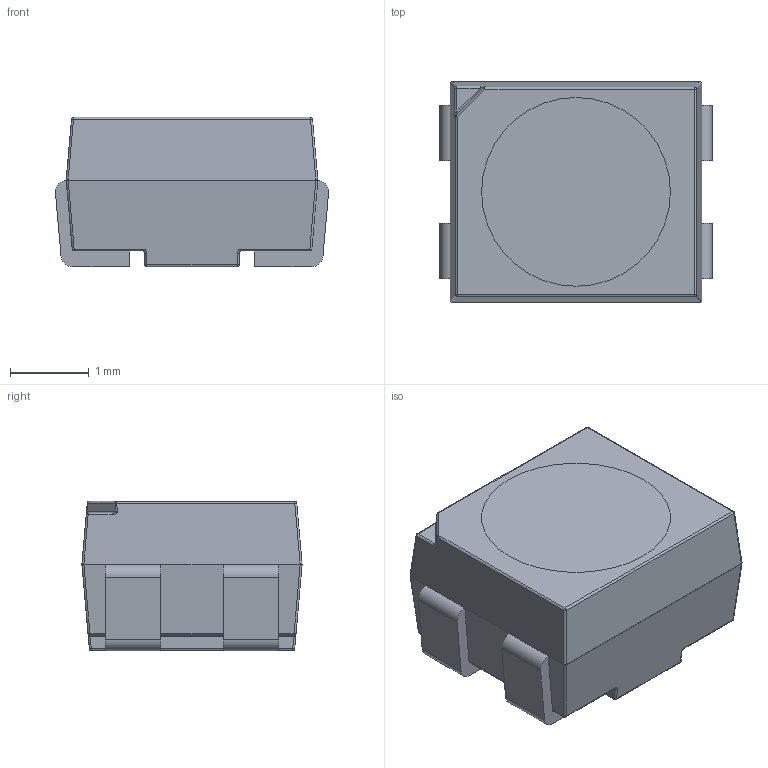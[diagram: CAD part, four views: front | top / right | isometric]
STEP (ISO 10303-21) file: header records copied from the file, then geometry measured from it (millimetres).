
FILE_DESCRIPTION (( 'STEP AP214' ), '1' );
FILE_NAME ('ASMB-MTB1-0B3A2.STEP', '2024-01-21T10:14:37', ( '' ), ( '' ), 'SwSTEP 2.0', 'SolidWorks 2023', '' );
FILE_SCHEMA (( 'AUTOMOTIVE_DESIGN' ));
Length unit declared in the file: millimetre
Products named in the file (1): ASMB-MTB1-0B3A2
Bounding box: 3.47 x 2.8 x 1.9 mm (x, y, z)
Volume: 15.9 mm3; surface area: 41.4 mm2
Topology: 1 solids, 1 shells, 116 faces, 283 edges, 159 vertices
Faces by surface type: cylinder 46, plane 45, sphere 18, bspline 7
Entity records: 4644 total; most frequent: CARTESIAN_POINT 673, DIRECTION 574, ORIENTED_EDGE 558, EDGE_CURVE 279, AXIS2_PLACEMENT_3D 199, LINE 176, VECTOR 176, VERTEX_POINT 158
